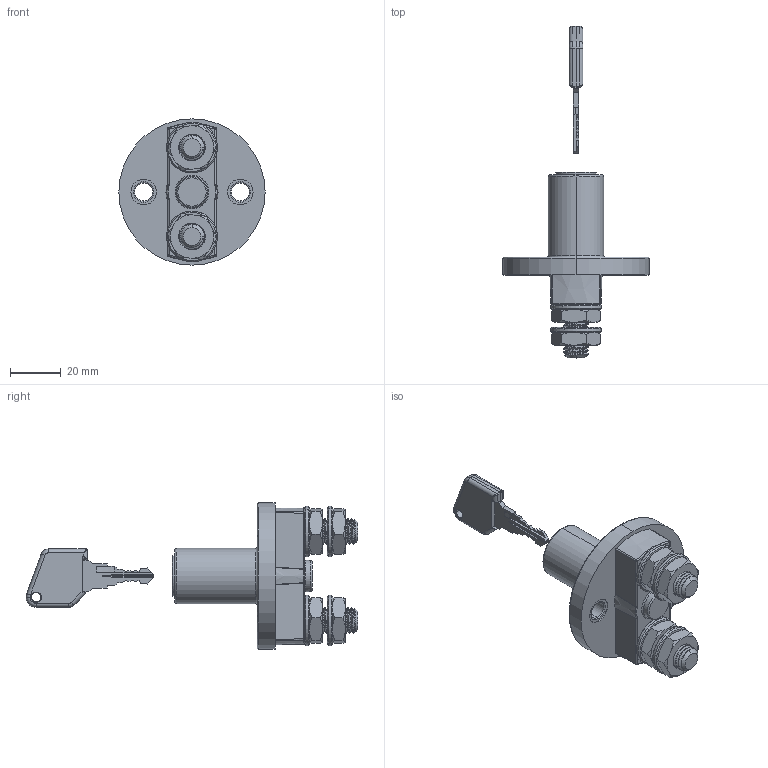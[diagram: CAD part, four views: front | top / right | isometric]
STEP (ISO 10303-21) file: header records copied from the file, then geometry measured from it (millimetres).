
FILE_DESCRIPTION (( 'STEP AP214' ), '1' );
FILE_NAME ('0-605-21.STEP', '2020-05-05T11:05:37', ( '' ), ( '' ), 'SwSTEP 2.0', 'SolidWorks 2020', '' );
FILE_SCHEMA (( 'AUTOMOTIVE_DESIGN' ));
Length unit declared in the file: millimetre
Products named in the file (5): 0-605-21-01; 0-605-21-03; 0-605-21-02; 0-605-21
Assembly tree (10 placements, depth 2):
  0-605-21
    0-605-21
    0-605-21-01  x4
    0-605-21-02  x4
    0-605-21-03
Bounding box: 57.5 x 130.51 x 57.5 mm (x, y, z)
Volume: 52511.3 mm3; surface area: 19685.8 mm2
Topology: 10 solids, 10 shells, 474 faces, 1191 edges, 744 vertices
Faces by surface type: plane 137, cylinder 134, cone 126, torus 39, bspline 34, sphere 4
Entity records: 19013 total; most frequent: CARTESIAN_POINT 8962, ORIENTED_EDGE 1654, DIRECTION 1468, EDGE_CURVE 827, AXIS2_PLACEMENT_3D 556, VERTEX_POINT 516, VECTOR 356, LINE 356
